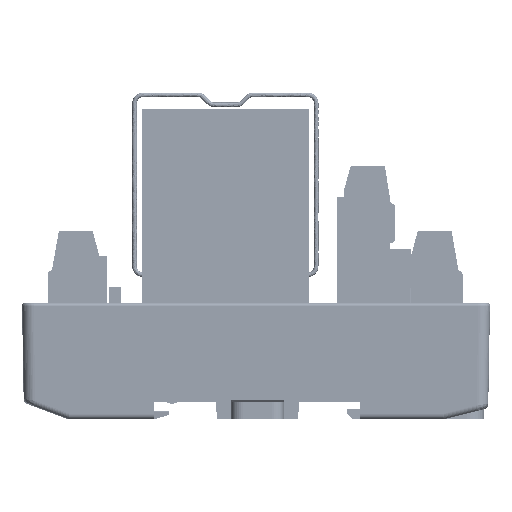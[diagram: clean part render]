
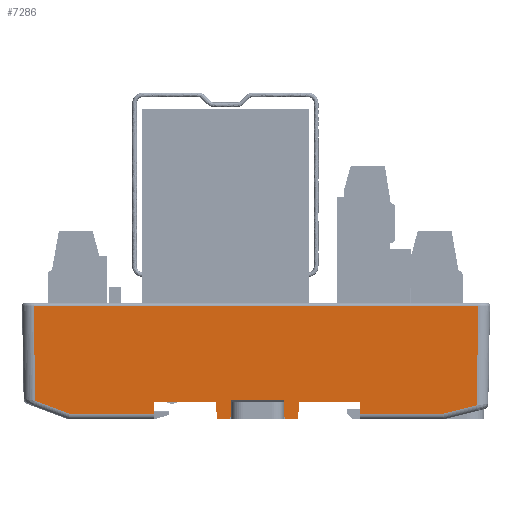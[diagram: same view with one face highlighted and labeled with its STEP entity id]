
A CAD part, left-side view. The second image highlights one B-rep face of the part: STEP entity #7286.
In plain terms, the highlighted planar face has unit normal (-1, 0, -0.018).
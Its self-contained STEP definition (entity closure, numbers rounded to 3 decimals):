
#2928=FACE_OUTER_BOUND('',#19224,.T.);
#7286=ADVANCED_FACE('',(#2928),#12026,.T.);
#12026=PLANE('',#89815);
#19224=EDGE_LOOP('',(#25239,#25240,#25241,#25242,#25243,#25244,#25245,#25246,
#25247,#25248,#25249,#25250,#25251,#25252,#25253,#25254,#25255,#25256,#25257,
#25258));
#25239=ORIENTED_EDGE('',*,*,#58676,.T.);
#25240=ORIENTED_EDGE('',*,*,#58677,.T.);
#25241=ORIENTED_EDGE('',*,*,#58650,.T.);
#25242=ORIENTED_EDGE('',*,*,#58654,.T.);
#25243=ORIENTED_EDGE('',*,*,#58657,.T.);
#25244=ORIENTED_EDGE('',*,*,#58664,.F.);
#25245=ORIENTED_EDGE('',*,*,#58362,.F.);
#25246=ORIENTED_EDGE('',*,*,#58665,.F.);
#25247=ORIENTED_EDGE('',*,*,#58616,.F.);
#25248=ORIENTED_EDGE('',*,*,#58669,.T.);
#25249=ORIENTED_EDGE('',*,*,#58609,.T.);
#25250=ORIENTED_EDGE('',*,*,#58670,.F.);
#25251=ORIENTED_EDGE('',*,*,#58608,.T.);
#25252=ORIENTED_EDGE('',*,*,#58671,.T.);
#25253=ORIENTED_EDGE('',*,*,#58604,.F.);
#25254=ORIENTED_EDGE('',*,*,#58675,.T.);
#25255=ORIENTED_EDGE('',*,*,#58352,.F.);
#25256=ORIENTED_EDGE('',*,*,#58533,.F.);
#25257=ORIENTED_EDGE('',*,*,#58662,.T.);
#25258=ORIENTED_EDGE('',*,*,#58678,.T.);
#50019=VERTEX_POINT('',#118089);
#50020=VERTEX_POINT('',#118091);
#50029=VERTEX_POINT('',#118109);
#50030=VERTEX_POINT('',#118111);
#50176=VERTEX_POINT('',#118456);
#50223=VERTEX_POINT('',#118600);
#50224=VERTEX_POINT('',#118602);
#50225=VERTEX_POINT('',#118606);
#50226=VERTEX_POINT('',#118608);
#50227=VERTEX_POINT('',#118612);
#50228=VERTEX_POINT('',#118613);
#50229=VERTEX_POINT('',#118618);
#50232=VERTEX_POINT('',#118624);
#50255=VERTEX_POINT('',#118693);
#50256=VERTEX_POINT('',#118694);
#50257=VERTEX_POINT('',#118722);
#50258=VERTEX_POINT('',#118726);
#50259=VERTEX_POINT('',#118736);
#50260=VERTEX_POINT('',#118765);
#50261=VERTEX_POINT('',#118766);
#58352=EDGE_CURVE('',#50019,#50020,#70946,.T.);
#58362=EDGE_CURVE('',#50029,#50030,#70954,.T.);
#58533=EDGE_CURVE('',#50176,#50019,#71106,.T.);
#58604=EDGE_CURVE('',#50223,#50224,#71173,.T.);
#58608=EDGE_CURVE('',#50225,#50226,#71177,.T.);
#58609=EDGE_CURVE('',#50227,#50228,#71178,.T.);
#58616=EDGE_CURVE('',#50232,#50229,#71184,.T.);
#58650=EDGE_CURVE('',#50255,#50256,#71216,.T.);
#58654=EDGE_CURVE('',#50256,#50257,#71217,.T.);
#58657=EDGE_CURVE('',#50257,#50258,#71218,.T.);
#58662=EDGE_CURVE('',#50176,#50259,#71222,.T.);
#58664=EDGE_CURVE('',#50030,#50258,#71224,.T.);
#58665=EDGE_CURVE('',#50229,#50029,#71225,.T.);
#58669=EDGE_CURVE('',#50232,#50227,#71229,.T.);
#58670=EDGE_CURVE('',#50225,#50228,#71230,.T.);
#58671=EDGE_CURVE('',#50226,#50224,#71231,.T.);
#58675=EDGE_CURVE('',#50223,#50020,#71235,.T.);
#58676=EDGE_CURVE('',#50260,#50261,#71236,.T.);
#58677=EDGE_CURVE('',#50261,#50255,#71237,.T.);
#58678=EDGE_CURVE('',#50259,#50260,#71238,.T.);
#70946=LINE('',#118090,#80452);
#70954=LINE('',#118110,#80460);
#71106=LINE('',#118457,#80612);
#71173=LINE('',#118601,#80679);
#71177=LINE('',#118609,#80683);
#71178=LINE('',#118611,#80684);
#71184=LINE('',#118625,#80690);
#71216=LINE('',#118692,#80722);
#71217=LINE('',#118721,#80723);
#71218=LINE('',#118727,#80724);
#71222=LINE('',#118737,#80728);
#71224=LINE('',#118742,#80730);
#71225=LINE('',#118744,#80731);
#71229=LINE('',#118751,#80735);
#71230=LINE('',#118753,#80736);
#71231=LINE('',#118755,#80737);
#71235=LINE('',#118762,#80741);
#71236=LINE('',#118764,#80742);
#71237=LINE('',#118767,#80743);
#71238=LINE('',#118768,#80744);
#80452=VECTOR('',#96006,1.);
#80460=VECTOR('',#96018,1.);
#80612=VECTOR('',#96234,1.);
#80679=VECTOR('',#96361,1.);
#80683=VECTOR('',#96367,1.);
#80684=VECTOR('',#96370,1.);
#80690=VECTOR('',#96380,1.);
#80722=VECTOR('',#96438,1.);
#80723=VECTOR('',#96443,1.);
#80724=VECTOR('',#96450,1.);
#80728=VECTOR('',#96464,1.);
#80730=VECTOR('',#96472,1.);
#80731=VECTOR('',#96475,1.);
#80735=VECTOR('',#96485,1.);
#80736=VECTOR('',#96488,1.);
#80737=VECTOR('',#96491,1.);
#80741=VECTOR('',#96501,1.);
#80742=VECTOR('',#96504,1.);
#80743=VECTOR('',#96505,1.);
#80744=VECTOR('',#96506,1.);
#89815=AXIS2_PLACEMENT_3D('',#118769,#96507,#96508);
#96006=DIRECTION('',(0.,1.,0.));
#96018=DIRECTION('',(0.,1.,0.));
#96234=DIRECTION('',(-0.017,0.017,1.));
#96361=DIRECTION('',(0.,1.,0.));
#96367=DIRECTION('',(0.017,0.,-1.));
#96370=DIRECTION('',(-0.017,0.,1.));
#96380=DIRECTION('',(0.,1.,0.));
#96438=DIRECTION('',(0.017,-0.017,-1.));
#96443=DIRECTION('',(0.006,-0.936,-0.351));
#96450=DIRECTION('',(0.,-1.,0.));
#96464=DIRECTION('',(0.,-1.,0.));
#96472=DIRECTION('',(0.017,0.017,-1.));
#96475=DIRECTION('',(-0.017,0.035,0.999));
#96485=DIRECTION('',(-0.017,-0.035,0.999));
#96488=DIRECTION('',(0.,1.,0.));
#96491=DIRECTION('',(0.017,-0.035,-0.999));
#96501=DIRECTION('',(-0.017,-0.035,0.999));
#96504=DIRECTION('',(-0.017,-0.017,1.));
#96505=DIRECTION('',(0.,1.,0.));
#96506=DIRECTION('',(-0.004,-0.97,0.243));
#96507=DIRECTION('',(-1.,0.,-0.017));
#96508=DIRECTION('',(0.017,0.,-1.));
#118089=CARTESIAN_POINT('',(-49.715,20.642,-15.25));
#118090=CARTESIAN_POINT('',(-49.715,38.491,-15.25));
#118091=CARTESIAN_POINT('',(-49.715,31.128,-15.25));
#118109=CARTESIAN_POINT('',(-49.715,45.338,-15.25));
#118110=CARTESIAN_POINT('',(-49.715,38.491,-15.25));
#118111=CARTESIAN_POINT('',(-49.715,55.974,-15.25));
#118456=CARTESIAN_POINT('',(-49.68,20.607,-17.267));
#118457=CARTESIAN_POINT('',(-49.705,20.631,-15.878));
#118600=CARTESIAN_POINT('',(-49.663,31.233,-18.25));
#118601=CARTESIAN_POINT('',(-49.663,38.233,-18.25));
#118602=CARTESIAN_POINT('',(-49.663,33.578,-18.25));
#118606=CARTESIAN_POINT('',(-49.72,33.683,-14.966));
#118608=CARTESIAN_POINT('',(-49.715,33.683,-15.25));
#118609=CARTESIAN_POINT('',(-50.012,33.683,1.753));
#118611=CARTESIAN_POINT('',(-50.012,42.783,1.753));
#118612=CARTESIAN_POINT('',(-49.715,42.783,-15.25));
#118613=CARTESIAN_POINT('',(-49.72,42.783,-14.966));
#118618=CARTESIAN_POINT('',(-49.663,45.233,-18.25));
#118624=CARTESIAN_POINT('',(-49.663,42.888,-18.25));
#118625=CARTESIAN_POINT('',(-49.663,38.233,-18.25));
#118692=CARTESIAN_POINT('',(-50.001,76.689,1.086));
#118693=CARTESIAN_POINT('',(-50.003,76.692,1.241));
#118694=CARTESIAN_POINT('',(-49.719,76.407,-15.059));
#118721=CARTESIAN_POINT('',(-49.537,48.696,-25.451));
#118722=CARTESIAN_POINT('',(-49.68,70.519,-17.267));
#118726=CARTESIAN_POINT('',(-49.68,56.009,-17.267));
#118727=CARTESIAN_POINT('',(-49.68,38.491,-17.267));
#118736=CARTESIAN_POINT('',(-49.68,6.405,-17.267));
#118737=CARTESIAN_POINT('',(-49.68,38.491,-17.267));
#118742=CARTESIAN_POINT('',(-50.017,55.672,2.052));
#118744=CARTESIAN_POINT('',(-50.008,45.922,1.493));
#118751=CARTESIAN_POINT('',(-50.015,42.185,1.882));
#118753=CARTESIAN_POINT('',(-49.72,247.678,-14.966));
#118755=CARTESIAN_POINT('',(-50.015,34.282,1.9));
#118762=CARTESIAN_POINT('',(-49.66,31.239,-18.425));
#118764=CARTESIAN_POINT('',(-50.013,0.281,1.785));
#118765=CARTESIAN_POINT('',(-49.706,0.588,-15.813));
#118766=CARTESIAN_POINT('',(-50.003,0.291,1.241));
#118767=CARTESIAN_POINT('',(-50.003,76.701,1.241));
#118768=CARTESIAN_POINT('',(-49.568,32.127,-23.698));
#118769=CARTESIAN_POINT('',(-50.012,38.491,1.753));
